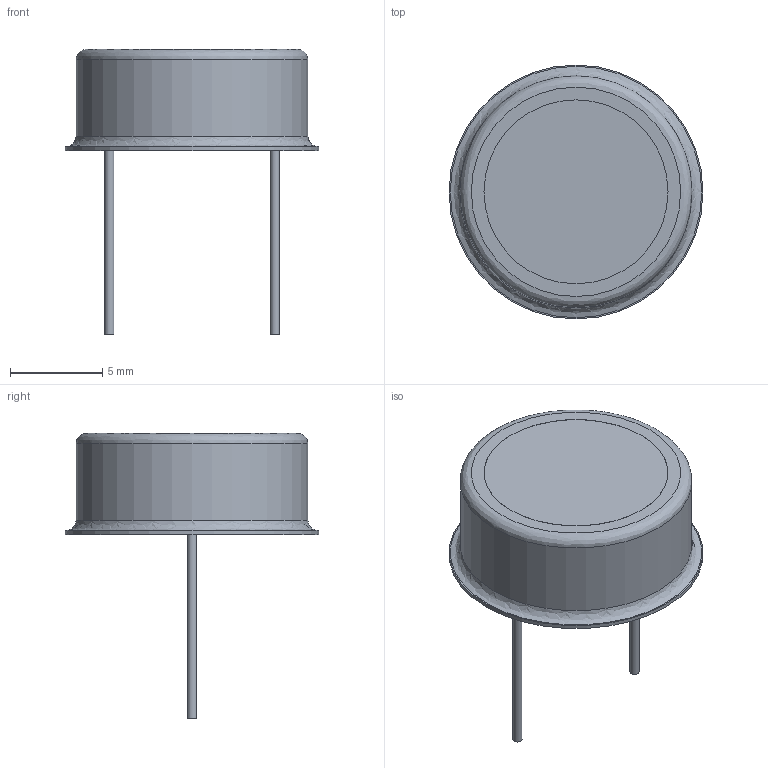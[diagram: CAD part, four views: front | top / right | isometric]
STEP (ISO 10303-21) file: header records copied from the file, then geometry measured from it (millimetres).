
FILE_DESCRIPTION(('FreeCAD Model'),'2;1');
FILE_NAME('R_LDR_D13.8mm_P9.0mm_Vertical.step','2018-01-27T15:44:38',( 'kicad StepUp'),('ksu MCAD'),'Open CASCADE STEP processor 6.8', 'FreeCAD','Unknown');
FILE_SCHEMA(('AUTOMOTIVE_DESIGN_CC2 { 1 2 10303 214 -1 1 5 4 }'));
Length unit declared in the file: millimetre
Products named in the file (1): R_LDR_D13.8mm_P9.0mm_Vertical
Bounding box: 13.8 x 13.8 x 15.5 mm (x, y, z)
Volume: 345.9 mm3; surface area: 854.6 mm2
Topology: 1 solids, 2 shells, 42 faces, 90 edges, 56 vertices
Faces by surface type: plane 32, cylinder 7, revolution 2, cone 1
Full cylindrical faces by diameter (mm): 0.5 x2, 9 x1, 10 x2, 12.6 x1, 13.8 x1
Entity records: 849 total; most frequent: ORIENTED_EDGE 151, CARTESIAN_POINT 115, EDGE_CURVE 90, LINE 67, VERTEX_POINT 56, AXIS2_PLACEMENT_3D 48, FACE_BOUND 46, EDGE_LOOP 46
